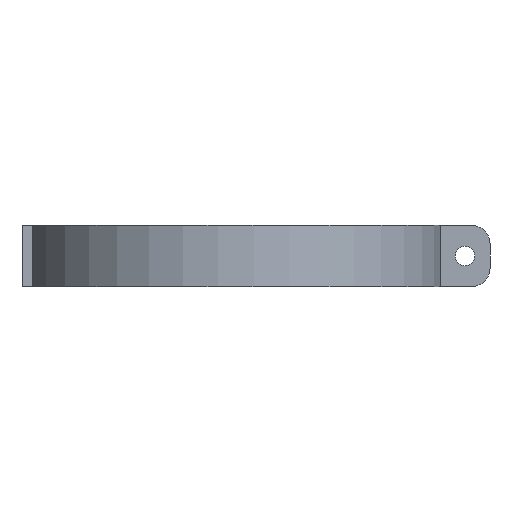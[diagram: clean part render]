
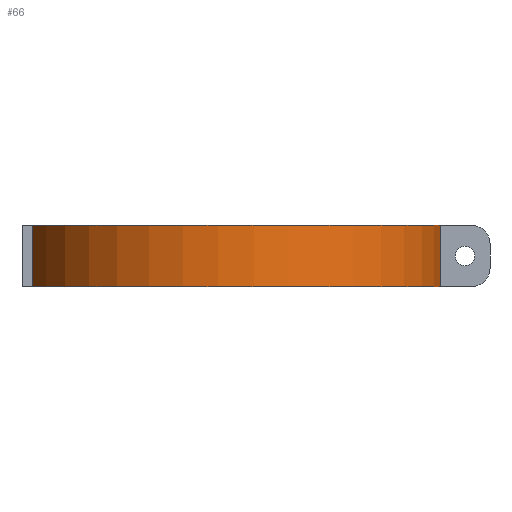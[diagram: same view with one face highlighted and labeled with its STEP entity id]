
A CAD part, left-side view. The second image highlights one B-rep face of the part: STEP entity #66.
In plain terms, the highlighted cylindrical face has radius 34 mm (diameter 68 mm), a partial arc.
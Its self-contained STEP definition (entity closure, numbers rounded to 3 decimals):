
#66=ADVANCED_FACE('',(#178),#180,.T.);
#178=FACE_BOUND('',#179,.T.);
#179=EDGE_LOOP('',(#495,#496,#497,#498));
#180=CYLINDRICAL_SURFACE('',#181,34.);
#181=AXIS2_PLACEMENT_3D('',#182,#183,#184);
#182=CARTESIAN_POINT('',(0.,0.,0.));
#183=DIRECTION('',(0.,0.,1.));
#184=DIRECTION('',(0.088,-0.996,0.));
#495=ORIENTED_EDGE('',*,*,#577,.F.);
#496=ORIENTED_EDGE('',*,*,#562,.T.);
#497=ORIENTED_EDGE('',*,*,#538,.T.);
#498=ORIENTED_EDGE('',*,*,#573,.F.);
#538=EDGE_CURVE('',#603,#601,#604,.T.);
#562=EDGE_CURVE('',#645,#603,#646,.T.);
#573=EDGE_CURVE('',#662,#601,#664,.T.);
#577=EDGE_CURVE('',#645,#662,#668,.T.);
#601=VERTEX_POINT('',#715);
#603=VERTEX_POINT('',#719);
#604=LINE('',#720,#721);
#645=VERTEX_POINT('',#817);
#646=CIRCLE('',#818,34.);
#662=VERTEX_POINT('',#858);
#664=CIRCLE('',#862,34.);
#668=LINE('',#876,#877);
#715=CARTESIAN_POINT('',(-3.,-33.867,10.));
#719=CARTESIAN_POINT('',(-3.,-33.867,0.));
#720=CARTESIAN_POINT('',(-3.,-33.867,0.));
#721=VECTOR('',#722,1.);
#722=DIRECTION('',(0.,0.,1.));
#817=CARTESIAN_POINT('',(-10.,32.496,0.));
#818=AXIS2_PLACEMENT_3D('',#819,#820,#821);
#819=CARTESIAN_POINT('',(0.,0.,0.));
#820=DIRECTION('',(0.,0.,1.));
#821=DIRECTION('',(-0.294,0.956,0.));
#858=CARTESIAN_POINT('',(-10.,32.496,10.));
#862=AXIS2_PLACEMENT_3D('',#863,#864,#865);
#863=CARTESIAN_POINT('',(0.,0.,10.));
#864=DIRECTION('',(0.,0.,1.));
#865=DIRECTION('',(-0.294,0.956,0.));
#876=CARTESIAN_POINT('',(-10.,32.496,0.));
#877=VECTOR('',#878,1.);
#878=DIRECTION('',(0.,0.,1.));
